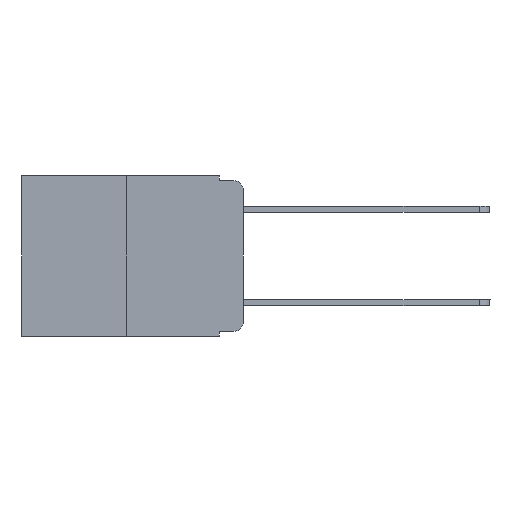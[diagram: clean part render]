
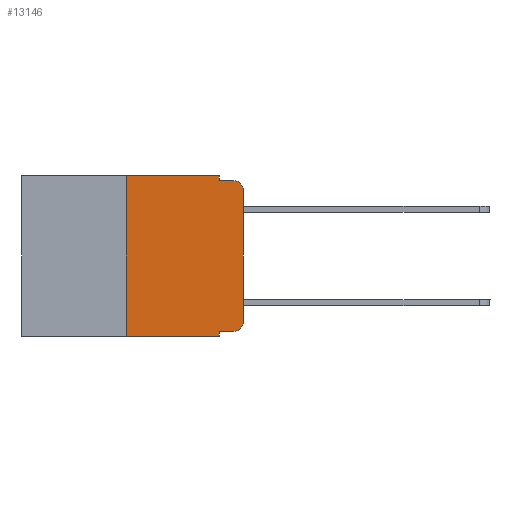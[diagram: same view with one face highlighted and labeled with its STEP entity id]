
A CAD part, left-side view. The second image highlights one B-rep face of the part: STEP entity #13146.
In plain terms, the highlighted planar face has unit normal (-1, 0, 0).
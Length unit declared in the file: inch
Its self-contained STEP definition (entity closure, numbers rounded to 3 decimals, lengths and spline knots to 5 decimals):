
#345 = VERTEX_POINT ( 'NONE', #3332 ) ;
#438 = DIRECTION ( 'NONE',  ( 0., -1., 0. ) ) ;
#619 = DIRECTION ( 'NONE',  ( -1., 0., 0. ) ) ;
#652 = DIRECTION ( 'NONE',  ( 0., 0., -1. ) ) ;
#688 = CARTESIAN_POINT ( 'NONE',  ( 0., 0.051, 0. ) ) ;
#802 = CARTESIAN_POINT ( 'NONE',  ( 0., 0., -0.313 ) ) ;
#861 = CARTESIAN_POINT ( 'NONE',  ( 0., 0.051, -0.333 ) ) ;
#1053 = VECTOR ( 'NONE', #438, 39.37008 ) ;
#1156 = VECTOR ( 'NONE', #7076, 39.37008 ) ;
#1198 = ORIENTED_EDGE ( 'NONE', *, *, #2823, .T. ) ;
#1290 = EDGE_CURVE ( 'NONE', #345, #5902, #4072, .T. ) ;
#1294 = DIRECTION ( 'NONE',  ( 0., 0., -1. ) ) ;
#1514 = CARTESIAN_POINT ( 'NONE',  ( 0., 0.051, 0. ) ) ;
#1610 = ORIENTED_EDGE ( 'NONE', *, *, #11998, .T. ) ;
#1988 = CARTESIAN_POINT ( 'NONE',  ( 0., 0.02, -0.03 ) ) ;
#1992 = VERTEX_POINT ( 'NONE', #11569 ) ;
#2242 = VERTEX_POINT ( 'NONE', #12373 ) ;
#2285 = VERTEX_POINT ( 'NONE', #1514 ) ;
#2343 = VERTEX_POINT ( 'NONE', #12667 ) ;
#2488 = ORIENTED_EDGE ( 'NONE', *, *, #5758, .T. ) ;
#2589 = CIRCLE ( 'NONE', #13117, 0.02 ) ;
#2609 = PLANE ( 'NONE',  #12413 ) ;
#2688 = DIRECTION ( 'NONE',  ( 0., 0., -1. ) ) ;
#2708 = CARTESIAN_POINT ( 'NONE',  ( 0., 0.02, -0.01 ) ) ;
#2744 = LINE ( 'NONE', #3179, #7855 ) ;
#2771 = ORIENTED_EDGE ( 'NONE', *, *, #6868, .F. ) ;
#2823 = EDGE_CURVE ( 'NONE', #5902, #8727, #2589, .T. ) ;
#2959 = DIRECTION ( 'NONE',  ( 0., 0., 1. ) ) ;
#2995 = CARTESIAN_POINT ( 'NONE',  ( 0., 0.25, 0. ) ) ;
#3048 = ORIENTED_EDGE ( 'NONE', *, *, #3484, .F. ) ;
#3063 = CARTESIAN_POINT ( 'NONE',  ( 0., 0.473, 0. ) ) ;
#3179 = CARTESIAN_POINT ( 'NONE',  ( 0., 0.473, -0.343 ) ) ;
#3312 = CARTESIAN_POINT ( 'NONE',  ( 0., 0.051, 0. ) ) ;
#3332 = CARTESIAN_POINT ( 'NONE',  ( 0., 0.051, -0.333 ) ) ;
#3484 = EDGE_CURVE ( 'NONE', #1992, #4770, #5772, .T. ) ;
#3631 = ORIENTED_EDGE ( 'NONE', *, *, #1290, .T. ) ;
#4072 = LINE ( 'NONE', #861, #11284 ) ;
#4770 = VERTEX_POINT ( 'NONE', #10629 ) ;
#5158 = LINE ( 'NONE', #688, #10580 ) ;
#5220 = ORIENTED_EDGE ( 'NONE', *, *, #7038, .F. ) ;
#5320 = VERTEX_POINT ( 'NONE', #9518 ) ;
#5390 = ORIENTED_EDGE ( 'NONE', *, *, #8924, .F. ) ;
#5468 = ORIENTED_EDGE ( 'NONE', *, *, #7791, .F. ) ;
#5758 = EDGE_CURVE ( 'NONE', #5320, #8711, #12555, .T. ) ;
#5772 = LINE ( 'NONE', #2995, #1156 ) ;
#5902 = VERTEX_POINT ( 'NONE', #6292 ) ;
#6079 = DIRECTION ( 'NONE',  ( 0., 0., -1. ) ) ;
#6214 = DIRECTION ( 'NONE',  ( 0., -1., 0. ) ) ;
#6292 = CARTESIAN_POINT ( 'NONE',  ( 0., 0.02, -0.333 ) ) ;
#6524 = CARTESIAN_POINT ( 'NONE',  ( 0., 0.051, -0.01 ) ) ;
#6744 = EDGE_CURVE ( 'NONE', #1992, #2343, #2744, .T. ) ;
#6762 = LINE ( 'NONE', #3063, #11720 ) ;
#6868 = EDGE_CURVE ( 'NONE', #2242, #8711, #10250, .T. ) ;
#7038 = EDGE_CURVE ( 'NONE', #2285, #2242, #5158, .T. ) ;
#7076 = DIRECTION ( 'NONE',  ( 0., 0., 1. ) ) ;
#7364 = LINE ( 'NONE', #3312, #12679 ) ;
#7791 = EDGE_CURVE ( 'NONE', #345, #2343, #7364, .T. ) ;
#7807 = DIRECTION ( 'NONE',  ( 1., 0., 0. ) ) ;
#7812 = CARTESIAN_POINT ( 'NONE',  ( 0., 0.02, -0.313 ) ) ;
#7855 = VECTOR ( 'NONE', #9462, 39.37008 ) ;
#8711 = VERTEX_POINT ( 'NONE', #2708 ) ;
#8727 = VERTEX_POINT ( 'NONE', #802 ) ;
#8843 = CARTESIAN_POINT ( 'NONE',  ( 0., 0.473, 0. ) ) ;
#8849 = DIRECTION ( 'NONE',  ( 0., 0., -1. ) ) ;
#8859 = VECTOR ( 'NONE', #2959, 39.37008 ) ;
#8924 = EDGE_CURVE ( 'NONE', #4770, #2285, #6762, .T. ) ;
#9462 = DIRECTION ( 'NONE',  ( 0., -1., 0. ) ) ;
#9518 = CARTESIAN_POINT ( 'NONE',  ( 0., 0., -0.03 ) ) ;
#9919 = FACE_OUTER_BOUND ( 'NONE', #13224, .T. ) ;
#10250 = LINE ( 'NONE', #6524, #1053 ) ;
#10580 = VECTOR ( 'NONE', #2688, 39.37008 ) ;
#10629 = CARTESIAN_POINT ( 'NONE',  ( 0., 0.25, 0. ) ) ;
#10984 = CARTESIAN_POINT ( 'NONE',  ( 0., 0., 0. ) ) ;
#11061 = DIRECTION ( 'NONE',  ( 0., -1., 0. ) ) ;
#11101 = LINE ( 'NONE', #10984, #8859 ) ;
#11284 = VECTOR ( 'NONE', #11061, 39.37008 ) ;
#11569 = CARTESIAN_POINT ( 'NONE',  ( 0., 0.25, -0.343 ) ) ;
#11720 = VECTOR ( 'NONE', #6214, 39.37008 ) ;
#11753 = ORIENTED_EDGE ( 'NONE', *, *, #6744, .T. ) ;
#11998 = EDGE_CURVE ( 'NONE', #8727, #5320, #11101, .T. ) ;
#12305 = DIRECTION ( 'NONE',  ( -1., 0., 0. ) ) ;
#12373 = CARTESIAN_POINT ( 'NONE',  ( 0., 0.051, -0.01 ) ) ;
#12413 = AXIS2_PLACEMENT_3D ( 'NONE', #8843, #7807, #652 ) ;
#12542 = AXIS2_PLACEMENT_3D ( 'NONE', #1988, #12305, #6079 ) ;
#12555 = CIRCLE ( 'NONE', #12542, 0.02 ) ;
#12667 = CARTESIAN_POINT ( 'NONE',  ( 0., 0.051, -0.343 ) ) ;
#12679 = VECTOR ( 'NONE', #1294, 39.37008 ) ;
#13117 = AXIS2_PLACEMENT_3D ( 'NONE', #7812, #619, #8849 ) ;
#13146 = ADVANCED_FACE ( 'NONE', ( #9919 ), #2609, .F. ) ;
#13224 = EDGE_LOOP ( 'NONE', ( #1610, #2488, #2771, #5220, #5390, #3048, #11753, #5468, #3631, #1198 ) ) ;
